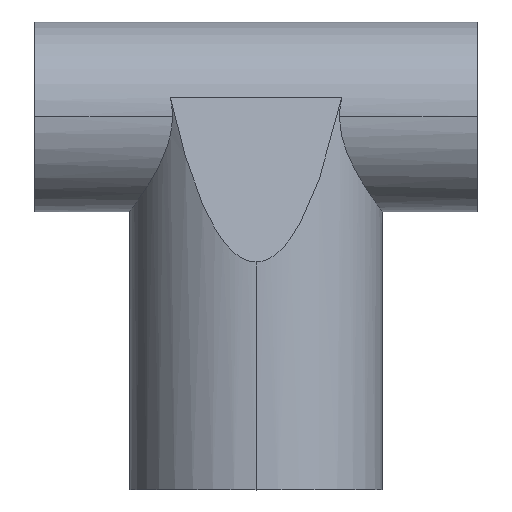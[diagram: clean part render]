
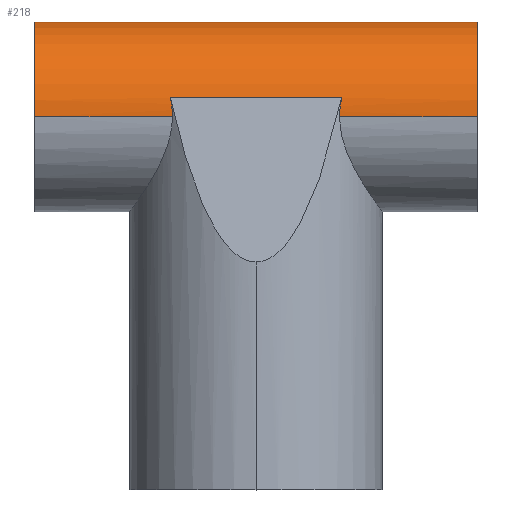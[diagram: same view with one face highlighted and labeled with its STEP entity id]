
A CAD part, top view. The second image highlights one B-rep face of the part: STEP entity #218.
In plain terms, the highlighted cylindrical face has radius 7.5 mm (diameter 15 mm), a partial arc.
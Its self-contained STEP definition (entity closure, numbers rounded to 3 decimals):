
#4 = VERTEX_POINT ( 'NONE', #505 ) ;
#24 = DIRECTION ( 'NONE',  ( 1., 0., 0. ) ) ;
#31 = CYLINDRICAL_SURFACE ( 'NONE', #462, 7.5 ) ;
#34 = CARTESIAN_POINT ( 'NONE',  ( -6.782, 30.999, 7.349 ) ) ;
#36 = VERTEX_POINT ( 'NONE', #698 ) ;
#58 = VERTEX_POINT ( 'NONE', #604 ) ;
#76 = CARTESIAN_POINT ( 'NONE',  ( -6.782, 30.999, -7.349 ) ) ;
#82 = EDGE_CURVE ( 'NONE', #651, #221, #378, .T. ) ;
#84 = LINE ( 'NONE', #93, #707 ) ;
#91 = AXIS2_PLACEMENT_3D ( 'NONE', #297, #350, #455 ) ;
#92 = ORIENTED_EDGE ( 'NONE', *, *, #659, .F. ) ;
#93 = CARTESIAN_POINT ( 'NONE',  ( -10., 30.999, -7.349 ) ) ;
#99 = CARTESIAN_POINT ( 'NONE',  ( 6.614, 29.755, 7.5 ) ) ;
#103 = CARTESIAN_POINT ( 'NONE',  ( -6.614, 29.5, -7.5 ) ) ;
#112 = CARTESIAN_POINT ( 'NONE',  ( 6.686, 30.51, -7.436 ) ) ;
#118 = ORIENTED_EDGE ( 'NONE', *, *, #335, .T. ) ;
#121 = CARTESIAN_POINT ( 'NONE',  ( 6.782, 30.999, -7.349 ) ) ;
#132 = LINE ( 'NONE', #449, #474 ) ;
#134 = CARTESIAN_POINT ( 'NONE',  ( -10., 29.5, -7.5 ) ) ;
#141 = B_SPLINE_CURVE_WITH_KNOTS ( 'NONE', 3,
 ( #555, #439, #554, #280, #99, #612 ),
 .UNSPECIFIED., .F., .F.,
 ( 4, 2, 4 ),
 ( 0.047, 0.048, 0.049 ),
 .UNSPECIFIED. ) ;
#143 = CARTESIAN_POINT ( 'NONE',  ( 6.614, 29.5, 7.5 ) ) ;
#156 = CARTESIAN_POINT ( 'NONE',  ( -10., 29.5, 0. ) ) ;
#158 = CARTESIAN_POINT ( 'NONE',  ( -6.728, 30.754, -7.399 ) ) ;
#166 = EDGE_CURVE ( 'NONE', #549, #700, #84, .T. ) ;
#176 = LINE ( 'NONE', #181, #325 ) ;
#181 = CARTESIAN_POINT ( 'NONE',  ( -10., 29.5, -7.5 ) ) ;
#182 = CARTESIAN_POINT ( 'NONE',  ( -6.614, 29.5, 7.5 ) ) ;
#201 = CARTESIAN_POINT ( 'NONE',  ( -6.728, 30.756, 7.398 ) ) ;
#206 = CARTESIAN_POINT ( 'NONE',  ( -10., 30.999, 7.349 ) ) ;
#213 = VECTOR ( 'NONE', #235, 1000. ) ;
#214 = CIRCLE ( 'NONE', #91, 7.5 ) ;
#215 = EDGE_LOOP ( 'NONE', ( #261, #305, #566, #719, #282, #660, #295, #92, #118, #353, #227, #458 ) ) ;
#216 = CARTESIAN_POINT ( 'NONE',  ( -10., 29.5, 7.5 ) ) ;
#218 = ADVANCED_FACE ( 'NONE', ( #594 ), #31, .T. ) ;
#219 = EDGE_CURVE ( 'NONE', #36, #317, #535, .T. ) ;
#220 = CARTESIAN_POINT ( 'NONE',  ( -6.614, 29.755, -7.5 ) ) ;
#221 = VERTEX_POINT ( 'NONE', #695 ) ;
#225 = EDGE_CURVE ( 'NONE', #407, #36, #693, .T. ) ;
#226 = CARTESIAN_POINT ( 'NONE',  ( 6.782, 30.999, 7.349 ) ) ;
#227 = ORIENTED_EDGE ( 'NONE', *, *, #274, .T. ) ;
#229 = CARTESIAN_POINT ( 'NONE',  ( -6.629, 30.007, -7.487 ) ) ;
#235 = DIRECTION ( 'NONE',  ( 1., 0., 0. ) ) ;
#241 = CARTESIAN_POINT ( 'NONE',  ( -17.5, 29.5, -7.5 ) ) ;
#261 = ORIENTED_EDGE ( 'NONE', *, *, #538, .T. ) ;
#266 = EDGE_CURVE ( 'NONE', #317, #651, #141, .T. ) ;
#271 = VERTEX_POINT ( 'NONE', #103 ) ;
#274 = EDGE_CURVE ( 'NONE', #549, #271, #386, .T. ) ;
#276 = CARTESIAN_POINT ( 'NONE',  ( -6.686, 30.507, -7.436 ) ) ;
#280 = CARTESIAN_POINT ( 'NONE',  ( 6.629, 30.008, 7.487 ) ) ;
#282 = ORIENTED_EDGE ( 'NONE', *, *, #266, .T. ) ;
#289 = AXIS2_PLACEMENT_3D ( 'NONE', #641, #24, #470 ) ;
#295 = ORIENTED_EDGE ( 'NONE', *, *, #562, .F. ) ;
#297 = CARTESIAN_POINT ( 'NONE',  ( -17.5, 29.5, 0. ) ) ;
#305 = ORIENTED_EDGE ( 'NONE', *, *, #517, .T. ) ;
#308 = B_SPLINE_CURVE_WITH_KNOTS ( 'NONE', 3,
 ( #625, #385, #342, #112, #336, #618 ),
 .UNSPECIFIED., .F., .F.,
 ( 4, 2, 4 ),
 ( 0.024, 0.025, 0.026 ),
 .UNSPECIFIED. ) ;
#310 = DIRECTION ( 'NONE',  ( 1., 0., 0. ) ) ;
#316 = CARTESIAN_POINT ( 'NONE',  ( -6.687, 30.51, 7.436 ) ) ;
#317 = VERTEX_POINT ( 'NONE', #226 ) ;
#319 = CARTESIAN_POINT ( 'NONE',  ( -6.629, 30.011, 7.487 ) ) ;
#325 = VECTOR ( 'NONE', #670, 1000. ) ;
#329 = EDGE_CURVE ( 'NONE', #501, #271, #520, .T. ) ;
#335 = EDGE_CURVE ( 'NONE', #58, #700, #308, .T. ) ;
#336 = CARTESIAN_POINT ( 'NONE',  ( 6.728, 30.756, -7.398 ) ) ;
#342 = CARTESIAN_POINT ( 'NONE',  ( 6.629, 30.01, -7.487 ) ) ;
#350 = DIRECTION ( 'NONE',  ( 1., 0., 0. ) ) ;
#353 = ORIENTED_EDGE ( 'NONE', *, *, #166, .F. ) ;
#357 = DIRECTION ( 'NONE',  ( 1., 0., 0. ) ) ;
#378 = LINE ( 'NONE', #216, #529 ) ;
#385 = CARTESIAN_POINT ( 'NONE',  ( 6.614, 29.755, -7.5 ) ) ;
#386 = B_SPLINE_CURVE_WITH_KNOTS ( 'NONE', 3,
 ( #444, #158, #276, #229, #220, #666 ),
 .UNSPECIFIED., .F., .F.,
 ( 4, 2, 4 ),
 ( 0.023, 0.024, 0.024 ),
 .UNSPECIFIED. ) ;
#398 = VECTOR ( 'NONE', #537, 1000. ) ;
#407 = VERTEX_POINT ( 'NONE', #182 ) ;
#417 = DIRECTION ( 'NONE',  ( 0., 0., -1. ) ) ;
#427 = CIRCLE ( 'NONE', #289, 7.5 ) ;
#439 = CARTESIAN_POINT ( 'NONE',  ( 6.728, 30.755, 7.399 ) ) ;
#444 = CARTESIAN_POINT ( 'NONE',  ( -6.782, 30.999, -7.349 ) ) ;
#449 = CARTESIAN_POINT ( 'NONE',  ( -10., 29.5, 7.5 ) ) ;
#455 = DIRECTION ( 'NONE',  ( 0., 0., -1. ) ) ;
#458 = ORIENTED_EDGE ( 'NONE', *, *, #329, .F. ) ;
#462 = AXIS2_PLACEMENT_3D ( 'NONE', #156, #310, #417 ) ;
#470 = DIRECTION ( 'NONE',  ( 0., 0., -1. ) ) ;
#474 = VECTOR ( 'NONE', #623, 1000. ) ;
#478 = VERTEX_POINT ( 'NONE', #509 ) ;
#501 = VERTEX_POINT ( 'NONE', #241 ) ;
#505 = CARTESIAN_POINT ( 'NONE',  ( -17.5, 29.5, 7.5 ) ) ;
#509 = CARTESIAN_POINT ( 'NONE',  ( 17.5, 29.5, -7.5 ) ) ;
#517 = EDGE_CURVE ( 'NONE', #4, #407, #132, .T. ) ;
#520 = LINE ( 'NONE', #134, #213 ) ;
#529 = VECTOR ( 'NONE', #610, 1000. ) ;
#535 = LINE ( 'NONE', #206, #398 ) ;
#537 = DIRECTION ( 'NONE',  ( 1., 0., 0. ) ) ;
#538 = EDGE_CURVE ( 'NONE', #501, #4, #214, .T. ) ;
#549 = VERTEX_POINT ( 'NONE', #76 ) ;
#554 = CARTESIAN_POINT ( 'NONE',  ( 6.686, 30.507, 7.436 ) ) ;
#555 = CARTESIAN_POINT ( 'NONE',  ( 6.782, 30.999, 7.349 ) ) ;
#562 = EDGE_CURVE ( 'NONE', #478, #221, #427, .T. ) ;
#566 = ORIENTED_EDGE ( 'NONE', *, *, #225, .T. ) ;
#594 = FACE_OUTER_BOUND ( 'NONE', #215, .T. ) ;
#596 = CARTESIAN_POINT ( 'NONE',  ( -6.614, 29.758, 7.5 ) ) ;
#604 = CARTESIAN_POINT ( 'NONE',  ( 6.614, 29.5, -7.5 ) ) ;
#605 = CARTESIAN_POINT ( 'NONE',  ( -6.614, 29.5, 7.5 ) ) ;
#610 = DIRECTION ( 'NONE',  ( 1., 0., 0. ) ) ;
#612 = CARTESIAN_POINT ( 'NONE',  ( 6.614, 29.5, 7.5 ) ) ;
#618 = CARTESIAN_POINT ( 'NONE',  ( 6.782, 30.999, -7.349 ) ) ;
#623 = DIRECTION ( 'NONE',  ( 1., 0., 0. ) ) ;
#625 = CARTESIAN_POINT ( 'NONE',  ( 6.614, 29.5, -7.5 ) ) ;
#641 = CARTESIAN_POINT ( 'NONE',  ( 17.5, 29.5, 0. ) ) ;
#651 = VERTEX_POINT ( 'NONE', #143 ) ;
#659 = EDGE_CURVE ( 'NONE', #58, #478, #176, .T. ) ;
#660 = ORIENTED_EDGE ( 'NONE', *, *, #82, .T. ) ;
#666 = CARTESIAN_POINT ( 'NONE',  ( -6.614, 29.5, -7.5 ) ) ;
#670 = DIRECTION ( 'NONE',  ( 1., 0., 0. ) ) ;
#693 = B_SPLINE_CURVE_WITH_KNOTS ( 'NONE', 3,
 ( #605, #596, #319, #316, #201, #34 ),
 .UNSPECIFIED., .F., .F.,
 ( 4, 2, 4 ),
 ( 0., 0.001, 0.002 ),
 .UNSPECIFIED. ) ;
#695 = CARTESIAN_POINT ( 'NONE',  ( 17.5, 29.5, 7.5 ) ) ;
#698 = CARTESIAN_POINT ( 'NONE',  ( -6.782, 30.999, 7.349 ) ) ;
#700 = VERTEX_POINT ( 'NONE', #121 ) ;
#707 = VECTOR ( 'NONE', #357, 1000. ) ;
#719 = ORIENTED_EDGE ( 'NONE', *, *, #219, .T. ) ;
